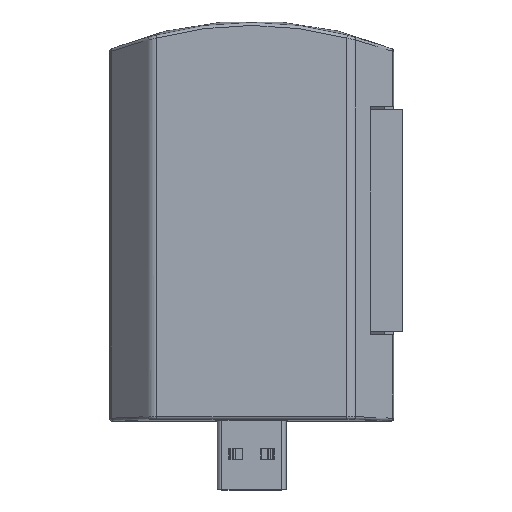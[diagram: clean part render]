
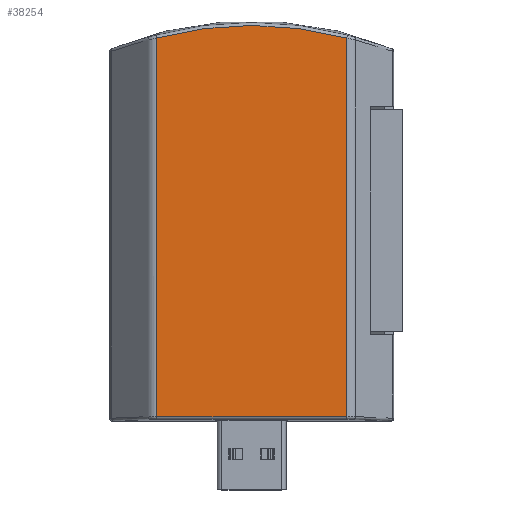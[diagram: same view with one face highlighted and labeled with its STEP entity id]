
A CAD part, top view. The second image highlights one B-rep face of the part: STEP entity #38254.
In plain terms, the highlighted planar face has unit normal (0, 0, 1).
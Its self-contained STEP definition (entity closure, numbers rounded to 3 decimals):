
#36590=DIRECTION('',(-1.,0.,0.));
#36591=VECTOR('',#36590,33.187);
#36592=CARTESIAN_POINT('',(36.405,-1.682,
9.595));
#36593=LINE('',#36592,#36591);
#36594=DIRECTION('',(0.,-1.,0.));
#36595=VECTOR('',#36594,66.093);
#36596=CARTESIAN_POINT('',(3.219,64.411,9.595));
#36597=LINE('',#36596,#36595);
#36598=CARTESIAN_POINT('',(19.812,3.38,9.595));
#36599=DIRECTION('',(0.,0.,1.));
#36600=DIRECTION('',(0.262,0.965,0.));
#36601=AXIS2_PLACEMENT_3D('',#36598,#36599,#36600);
#36603=DIRECTION('',(0.,-1.,0.));
#36604=VECTOR('',#36603,66.093);
#36605=CARTESIAN_POINT('',(36.405,64.411,9.595));
#36606=LINE('',#36605,#36604);
#36607=CARTESIAN_POINT('',(3.219,-1.682,
9.595));
#36615=CARTESIAN_POINT('',(3.219,64.411,9.595));
#37369=VERTEX_POINT('',#36607);
#37372=CARTESIAN_POINT('',(36.405,-1.682,
9.595));
#37373=VERTEX_POINT('',#37372);
#37388=VERTEX_POINT('',#36615);
#37390=CARTESIAN_POINT('',(36.405,64.411,9.595));
#37391=VERTEX_POINT('',#37390);
#38241=CARTESIAN_POINT('',(2.312,-2.5,9.595));
#38242=DIRECTION('',(0.,0.,1.));
#38243=DIRECTION('',(1.,0.,0.));
#38244=AXIS2_PLACEMENT_3D('',#38241,#38242,#38243);
#38245=PLANE('',#38244);
#38246=ORIENTED_EDGE('',*,*,#37920,.T.);
#38248=ORIENTED_EDGE('',*,*,#38247,.F.);
#38250=ORIENTED_EDGE('',*,*,#38249,.F.);
#38251=ORIENTED_EDGE('',*,*,#38234,.T.);
#38252=EDGE_LOOP('',(#38246,#38248,#38250,#38251));
#38253=FACE_OUTER_BOUND('',#38252,.F.);
#38254=ADVANCED_FACE('',(#38253),#38245,.T.);
#36602=CIRCLE('',#36601,63.246);
#37920=EDGE_CURVE('',#37373,#37369,#36593,.T.);
#38234=EDGE_CURVE('',#37391,#37373,#36606,.T.);
#38247=EDGE_CURVE('',#37388,#37369,#36597,.T.);
#38249=EDGE_CURVE('',#37391,#37388,#36602,.T.);
